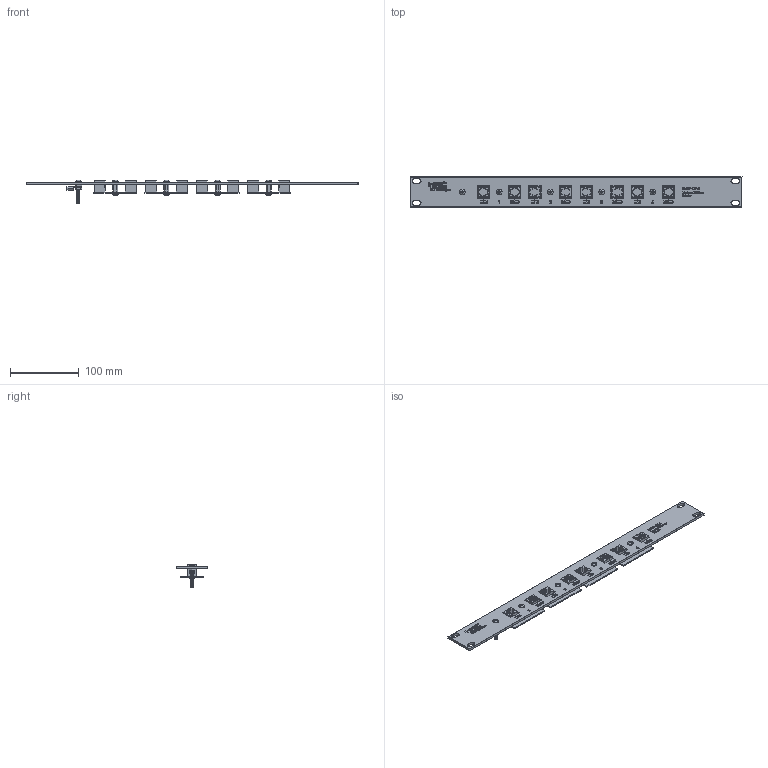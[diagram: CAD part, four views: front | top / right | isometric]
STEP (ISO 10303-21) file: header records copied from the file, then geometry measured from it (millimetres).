
FILE_DESCRIPTION (( 'STEP AP203' ), '1' );
FILE_NAME ('RMSP-DT-4.STEP', '2011-05-26T16:14:35', ( 'x' ), ( 'Microsoft' ), 'SwSTEP 2.0', 'SolidWorks 2010', '' );
FILE_SCHEMA (( 'CONFIG_CONTROL_DESIGN' ));
Length unit declared in the file: inch
Products named in the file (10): XFN-0018; 1AJ03-012; HYP330 Rev-1; RMSP-DT-4; XF1026-01; XCT-0012; XFS-0071; XFN-0024; 1AJ02-073; 1AJ02-063
Assembly tree (25 placements, depth 2):
  RMSP-DT-4
    1AJ02-073  x4
    1AJ02-063  x4
    1AJ03-012  x4
    XFN-0024  x4
    XFN-0018  x2
    XFS-0071
    HYP330 Rev-1  x4
    XCT-0012
    XF1026-01
Bounding box: 482.6 x 43.69 x 34.58 mm (x, y, z)
Volume: 99296.8 mm3; surface area: 79646.6 mm2
Topology: 25 solids, 25 shells, 3624 faces, 9009 edges, 5614 vertices
Faces by surface type: plane 1694, cone 798, bspline 597, cylinder 358, torus 141, sphere 36
Entity records: 116093 total; most frequent: CARTESIAN_POINT 57758, ORIENTED_EDGE 12774, DIRECTION 9701, EDGE_CURVE 6387, VECTOR 4303, LINE 4303, VERTEX_POINT 4080, EDGE_LOOP 2759
